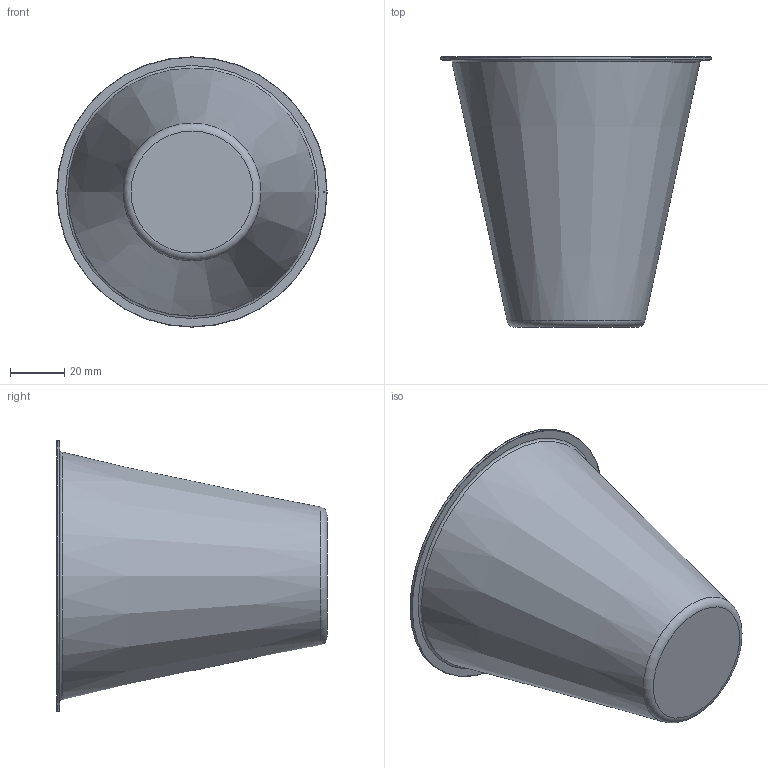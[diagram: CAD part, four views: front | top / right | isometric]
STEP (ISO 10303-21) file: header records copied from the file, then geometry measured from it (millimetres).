
FILE_DESCRIPTION((''),'2;1');
FILE_NAME('Cup.stp','2015-01-07T10:45:22',('Administrator'),(''),'Autodesk Inventor 2008','Autodesk Inventor 2008','');
FILE_SCHEMA(('AUTOMOTIVE_DESIGN { 1 0 10303 214 1 1 1 1 }'));
Length unit declared in the file: millimetre
Products named in the file (1): Cup
Bounding box: 100 x 100 x 100 mm (x, y, z)
Volume: 25484 mm3; surface area: 50962.6 mm2
Topology: 1 solids, 1 shells, 15 faces, 27 edges, 17 vertices
Faces by surface type: torus 4, plane 4, sphere 2, cone 2, bspline 2, cylinder 1
Full cylindrical faces by diameter (mm): 100 x1
Entity records: 414 total; most frequent: CARTESIAN_POINT 134, DIRECTION 58, ORIENTED_EDGE 30, EDGE_LOOP 30, AXIS2_PLACEMENT_3D 29, VERTEX_POINT 15, CIRCLE 15, EDGE_CURVE 15
